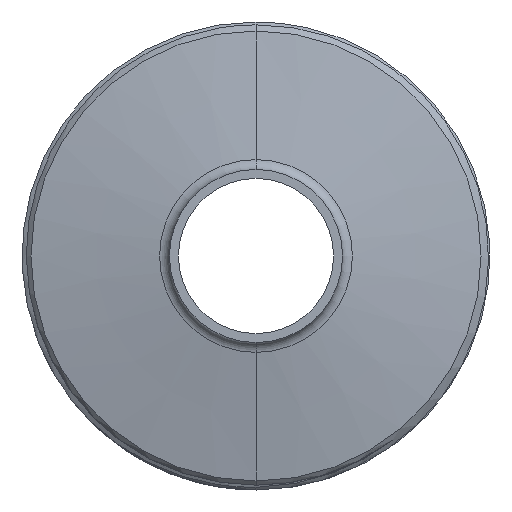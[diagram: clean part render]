
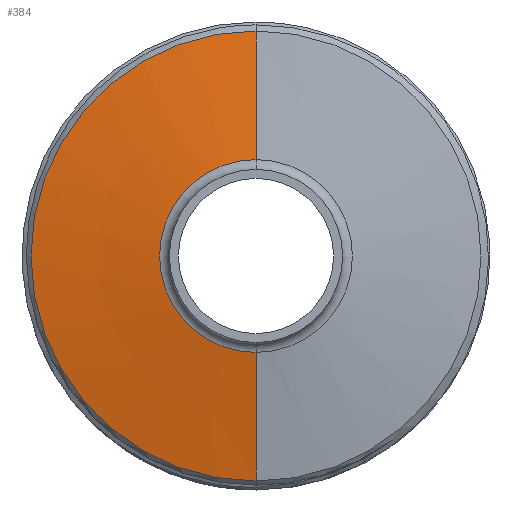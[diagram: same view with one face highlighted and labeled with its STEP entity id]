
A CAD part, left-side view. The second image highlights one B-rep face of the part: STEP entity #384.
In plain terms, the highlighted conical face has half-angle 80 degrees and reference radius 37.712 mm.
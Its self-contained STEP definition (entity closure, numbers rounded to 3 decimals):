
#33 = EDGE_CURVE ( 'NONE', #2800, #431, #1191, .T. ) ;
#41 = CIRCLE ( 'NONE', #2696, 16.153 ) ;
#206 = VECTOR ( 'NONE', #3189, 1000. ) ;
#207 = DIRECTION ( 'NONE',  ( 0.174, 0., 0.985 ) ) ;
#238 = CARTESIAN_POINT ( 'NONE',  ( -7.917, 0., -37.712 ) ) ;
#384 = ADVANCED_FACE ( 'NONE', ( #999 ), #613, .T. ) ;
#408 = CARTESIAN_POINT ( 'NONE',  ( -11.719, 0., -16.153 ) ) ;
#431 = VERTEX_POINT ( 'NONE', #3069 ) ;
#456 = ORIENTED_EDGE ( 'NONE', *, *, #1828, .F. ) ;
#524 = DIRECTION ( 'NONE',  ( -1., 0., 0. ) ) ;
#613 = CONICAL_SURFACE ( 'NONE', #1971, 37.712, 1.396 ) ;
#629 = CARTESIAN_POINT ( 'NONE',  ( -7.917, 0., -37.712 ) ) ;
#695 = VERTEX_POINT ( 'NONE', #408 ) ;
#739 = EDGE_CURVE ( 'NONE', #2800, #695, #41, .T. ) ;
#740 = CARTESIAN_POINT ( 'NONE',  ( -7.917, 0., 0. ) ) ;
#765 = ORIENTED_EDGE ( 'NONE', *, *, #33, .T. ) ;
#805 = DIRECTION ( 'NONE',  ( 0., 0., 1. ) ) ;
#831 = CARTESIAN_POINT ( 'NONE',  ( -11.719, 0., 0. ) ) ;
#999 = FACE_OUTER_BOUND ( 'NONE', #1180, .T. ) ;
#1144 = ORIENTED_EDGE ( 'NONE', *, *, #739, .F. ) ;
#1180 = EDGE_LOOP ( 'NONE', ( #1144, #765, #2921, #456 ) ) ;
#1191 = LINE ( 'NONE', #2678, #3131 ) ;
#1239 = VERTEX_POINT ( 'NONE', #629 ) ;
#1256 = DIRECTION ( 'NONE',  ( 1., 0., 0. ) ) ;
#1337 = DIRECTION ( 'NONE',  ( -1., 0., 0. ) ) ;
#1657 = AXIS2_PLACEMENT_3D ( 'NONE', #2258, #524, #805 ) ;
#1828 = EDGE_CURVE ( 'NONE', #695, #1239, #2473, .T. ) ;
#1971 = AXIS2_PLACEMENT_3D ( 'NONE', #740, #1256, #2240 ) ;
#2240 = DIRECTION ( 'NONE',  ( 0., 0., -1. ) ) ;
#2258 = CARTESIAN_POINT ( 'NONE',  ( -7.917, 0., 0. ) ) ;
#2320 = DIRECTION ( 'NONE',  ( 0., 0., 1. ) ) ;
#2473 = LINE ( 'NONE', #238, #206 ) ;
#2474 = CARTESIAN_POINT ( 'NONE',  ( -11.719, 0., 16.153 ) ) ;
#2678 = CARTESIAN_POINT ( 'NONE',  ( -7.917, 0., 37.712 ) ) ;
#2696 = AXIS2_PLACEMENT_3D ( 'NONE', #831, #1337, #2320 ) ;
#2800 = VERTEX_POINT ( 'NONE', #2474 ) ;
#2868 = EDGE_CURVE ( 'NONE', #431, #1239, #3186, .T. ) ;
#2921 = ORIENTED_EDGE ( 'NONE', *, *, #2868, .T. ) ;
#3069 = CARTESIAN_POINT ( 'NONE',  ( -7.917, 0., 37.712 ) ) ;
#3131 = VECTOR ( 'NONE', #207, 1000. ) ;
#3186 = CIRCLE ( 'NONE', #1657, 37.712 ) ;
#3189 = DIRECTION ( 'NONE',  ( 0.174, 0., -0.985 ) ) ;
